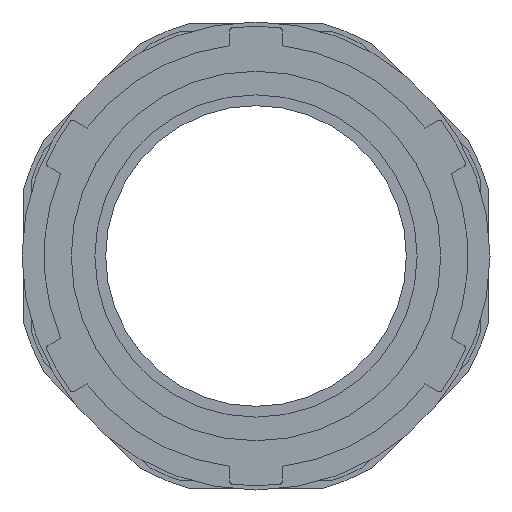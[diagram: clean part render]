
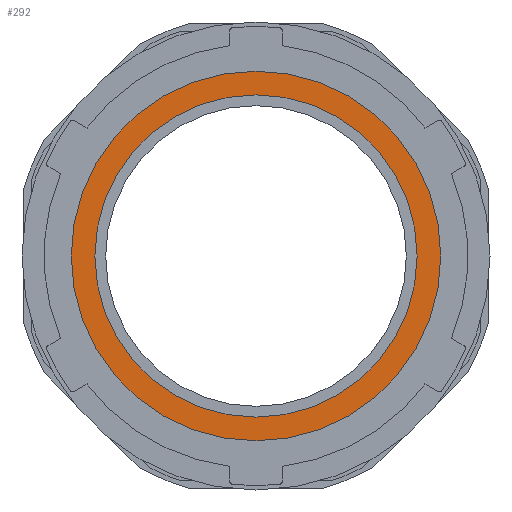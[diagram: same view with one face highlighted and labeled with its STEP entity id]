
A CAD part, left-side view. The second image highlights one B-rep face of the part: STEP entity #292.
In plain terms, the highlighted planar face has unit normal (-1, 0, 0).
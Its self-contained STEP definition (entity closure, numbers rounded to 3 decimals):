
#292=ADVANCED_FACE('',(#1385,#1387),#1389,.T.);
#1385=FACE_BOUND('',#1386,.T.);
#1386=EDGE_LOOP('',(#3895));
#1387=FACE_BOUND('',#1388,.T.);
#1388=EDGE_LOOP('',(#3896));
#1389=PLANE('',#1390);
#1390=AXIS2_PLACEMENT_3D('',#1391,#1392,#1393);
#1391=CARTESIAN_POINT('',(-18.77,0.,-17.083));
#1392=DIRECTION('',(-1.,0.,0.));
#1393=DIRECTION('',(0.,0.,1.));
#3895=ORIENTED_EDGE('',*,*,#4458,.T.);
#3896=ORIENTED_EDGE('',*,*,#4460,.F.);
#4458=EDGE_CURVE('',#4801,#4801,#4802,.T.);
#4460=EDGE_CURVE('',#4805,#4805,#4806,.T.);
#4801=VERTEX_POINT('',#5447);
#4802=CIRCLE('',#5448,29.807);
#4805=VERTEX_POINT('',#5457);
#4806=CIRCLE('',#5458,26.);
#5447=CARTESIAN_POINT('',(-18.77,0.,12.724));
#5448=AXIS2_PLACEMENT_3D('',#5449,#5450,#5451);
#5449=CARTESIAN_POINT('',(-18.77,0.,-17.083));
#5450=DIRECTION('',(-1.,0.,0.));
#5451=DIRECTION('',(0.,0.,1.));
#5457=CARTESIAN_POINT('',(-18.77,0.,8.917));
#5458=AXIS2_PLACEMENT_3D('',#5459,#5460,#5461);
#5459=CARTESIAN_POINT('',(-18.77,0.,-17.083));
#5460=DIRECTION('',(-1.,0.,0.));
#5461=DIRECTION('',(0.,0.,1.));
